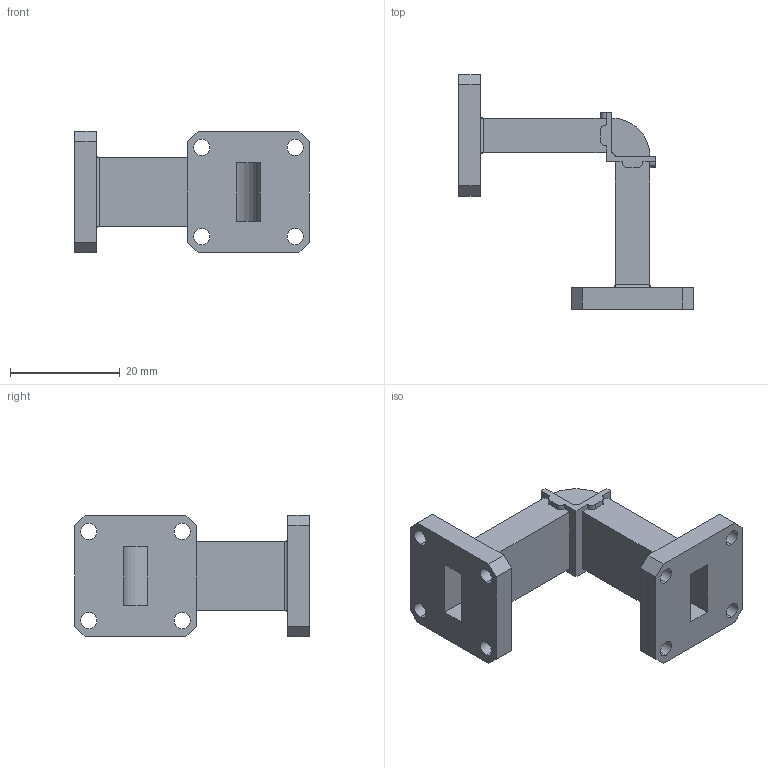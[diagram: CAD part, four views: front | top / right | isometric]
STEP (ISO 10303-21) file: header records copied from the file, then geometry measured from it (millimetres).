
FILE_DESCRIPTION (( 'STEP AP203' ), '1' );
FILE_NAME ('PE-W42B001A ¦ SMF-42EB-001.step', '2019-04-11T00:18:35', ( '' ), ( '' ), 'SwSTEP 2.0', 'SolidWorks 2018', '' );
FILE_SCHEMA (( 'CONFIG_CONTROL_DESIGN' ));
Length unit declared in the file: inch
Products named in the file (1): PE-W42B001A ｦ SMF-42EB-001
Bounding box: 42.86 x 42.86 x 22.23 mm (x, y, z)
Volume: 5272.2 mm3; surface area: 6584 mm2
Topology: 1 solids, 1 shells, 107 faces, 293 edges, 182 vertices
Faces by surface type: plane 58, cylinder 41, torus 8
Entity records: 3432 total; most frequent: DIRECTION 591, CARTESIAN_POINT 575, ORIENTED_EDGE 570, EDGE_CURVE 285, AXIS2_PLACEMENT_3D 198, LINE 195, VECTOR 195, VERTEX_POINT 182
